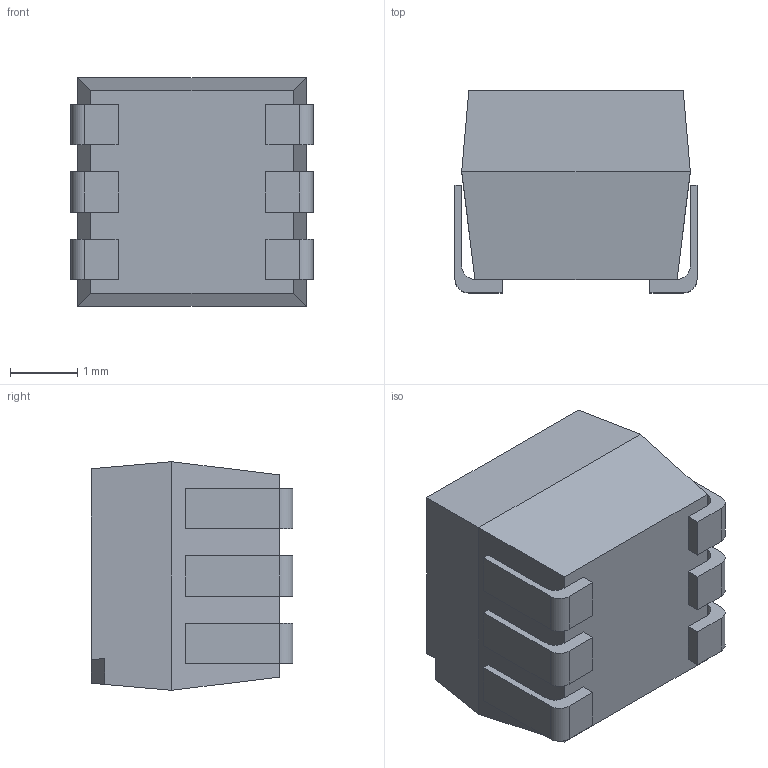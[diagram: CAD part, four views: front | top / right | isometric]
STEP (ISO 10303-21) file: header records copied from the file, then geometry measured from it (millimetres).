
FILE_DESCRIPTION(/* description */ (''),/* implementation_level */ '2;1');
FILE_NAME(/* name */ 'LED_Cree_CLX6E-FKC.step',/* time_stamp */ '2021-01-02T12:03:55+00:00',/* author */ (''),/* organization */ (''),/* preprocessor_version */ 'ST-DEVELOPER v18.1',/* originating_system */ 'Autodesk Translation Framework v9.7.1.1290',/* authorisation */ '');
FILE_SCHEMA (('AUTOMOTIVE_DESIGN { 1 0 10303 214 3 1 1 }'));
Length unit declared in the file: millimetre
Products named in the file (1): LED_Cree_CLX6E-FKC
Bounding box: 3.6 x 3 x 3.4 mm (x, y, z)
Volume: 30.5 mm3; surface area: 119.6 mm2
Topology: 9 solids, 9 shells, 93 faces, 222 edges, 148 vertices
Faces by surface type: plane 73, cylinder 20
Entity records: 2715 total; most frequent: CARTESIAN_POINT 464, DIRECTION 450, ORIENTED_EDGE 444, EDGE_CURVE 222, LINE 182, VECTOR 182, VERTEX_POINT 148, AXIS2_PLACEMENT_3D 134
